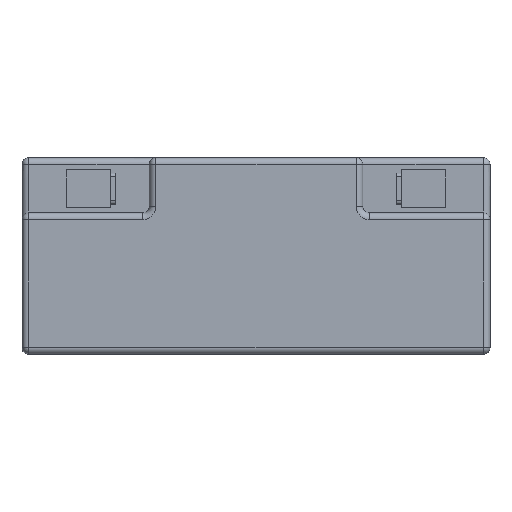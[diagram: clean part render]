
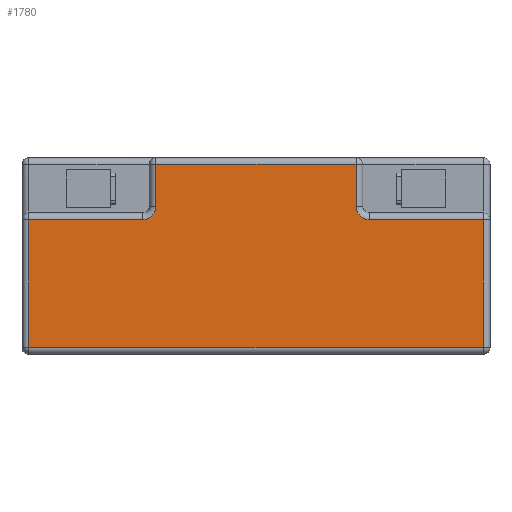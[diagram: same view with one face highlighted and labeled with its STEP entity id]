
A CAD part, top view. The second image highlights one B-rep face of the part: STEP entity #1780.
In plain terms, the highlighted planar face has unit normal (0, 0, 1).
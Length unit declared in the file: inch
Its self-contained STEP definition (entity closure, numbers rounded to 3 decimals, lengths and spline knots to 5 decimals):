
#179=FACE_OUTER_BOUND($,#626,.T.);
#329=LINE($,#3210,#487);
#330=LINE($,#3219,#488);
#331=LINE($,#3223,#489);
#332=LINE($,#3228,#490);
#333=LINE($,#3233,#491);
#335=LINE($,#3243,#493);
#336=LINE($,#3252,#494);
#337=LINE($,#3261,#495);
#487=VECTOR($,#2352,1.74);
#488=VECTOR($,#2365,0.64);
#489=VECTOR($,#2370,1.95);
#490=VECTOR($,#2377,6.93);
#491=VECTOR($,#2384,1.95);
#493=VECTOR($,#2396,1.74);
#494=VECTOR($,#2409,0.64);
#495=VECTOR($,#2426,3.05);
#626=EDGE_LOOP($,(#1561,#1562,#1563,#1564,#1565,#1566,#1567,#1568,#1569,
#1570));
#685=CIRCLE($,#1914,0.2);
#698=CIRCLE($,#1934,0.2);
#845=VERTEX_POINT($,#3203);
#848=VERTEX_POINT($,#3208);
#849=VERTEX_POINT($,#3212);
#850=VERTEX_POINT($,#3217);
#851=VERTEX_POINT($,#3222);
#852=VERTEX_POINT($,#3227);
#853=VERTEX_POINT($,#3232);
#854=VERTEX_POINT($,#3237);
#857=VERTEX_POINT($,#3245);
#858=VERTEX_POINT($,#3250);
#1070=EDGE_CURVE($,#848,#845,#329,.T.);
#1072=EDGE_CURVE($,#849,#848,#685,.T.);
#1075=EDGE_CURVE($,#850,#849,#330,.T.);
#1077=EDGE_CURVE($,#845,#851,#331,.T.);
#1080=EDGE_CURVE($,#851,#852,#332,.T.);
#1083=EDGE_CURVE($,#852,#853,#333,.T.);
#1088=EDGE_CURVE($,#853,#854,#335,.T.);
#1091=EDGE_CURVE($,#854,#857,#698,.T.);
#1093=EDGE_CURVE($,#857,#858,#336,.T.);
#1098=EDGE_CURVE($,#858,#850,#337,.T.);
#1561=ORIENTED_EDGE($,*,*,#1070,.F.);
#1562=ORIENTED_EDGE($,*,*,#1072,.F.);
#1563=ORIENTED_EDGE($,*,*,#1075,.F.);
#1564=ORIENTED_EDGE($,*,*,#1098,.F.);
#1565=ORIENTED_EDGE($,*,*,#1093,.F.);
#1566=ORIENTED_EDGE($,*,*,#1091,.F.);
#1567=ORIENTED_EDGE($,*,*,#1088,.F.);
#1568=ORIENTED_EDGE($,*,*,#1083,.F.);
#1569=ORIENTED_EDGE($,*,*,#1080,.F.);
#1570=ORIENTED_EDGE($,*,*,#1077,.F.);
#1653=PLANE($,#1954);
#1780=ADVANCED_FACE($,(#179),#1653,.T.);
#1914=AXIS2_PLACEMENT_3D($,#3214,#2357,#2358);
#1934=AXIS2_PLACEMENT_3D($,#3248,#2403,#2404);
#1954=AXIS2_PLACEMENT_3D($,#3273,#2447,#2448);
#2352=DIRECTION($,(1.,0.,0.));
#2357=DIRECTION('center_axis',(0.,0.,
1.));
#2358=DIRECTION('ref_axis',(-0.707,-0.707,0.));
#2365=DIRECTION($,(0.,-1.,0.));
#2370=DIRECTION($,(0.,-1.,0.));
#2377=DIRECTION($,(-1.,0.,0.));
#2384=DIRECTION($,(0.,1.,0.));
#2396=DIRECTION($,(1.,0.,0.));
#2403=DIRECTION('center_axis',(0.,0.,
1.));
#2404=DIRECTION('ref_axis',(0.707,-0.707,0.));
#2409=DIRECTION($,(0.,1.,0.));
#2426=DIRECTION($,(1.,0.,0.));
#2447=DIRECTION('center_axis',(0.,0.,
1.));
#2448=DIRECTION('ref_axis',(1.,0.,0.));
#3203=CARTESIAN_POINT('',(5.69634,-0.35934,6.33));
#3208=CARTESIAN_POINT('',(3.95634,-0.35934,6.33));
#3210=CARTESIAN_POINT($,(3.04384,-0.35934,6.33));
#3212=CARTESIAN_POINT('',(3.75634,-0.15934,6.33));
#3214=CARTESIAN_POINT('Origin',(3.95634,-0.15934,6.33));
#3217=CARTESIAN_POINT('',(3.75634,0.48066,6.33));
#3219=CARTESIAN_POINT($,(3.75634,-0.16684,6.33));
#3222=CARTESIAN_POINT('',(5.69634,-2.30934,6.33));
#3223=CARTESIAN_POINT($,(5.69634,-0.16684,6.33));
#3227=CARTESIAN_POINT('',(-1.23366,-2.30934,6.33));
#3228=CARTESIAN_POINT($,(4.01384,-2.30934,6.33));
#3232=CARTESIAN_POINT('',(-1.23366,-0.35934,6.33));
#3233=CARTESIAN_POINT($,(-1.23366,-1.66184,6.33));
#3237=CARTESIAN_POINT('',(0.50634,-0.35934,6.33));
#3243=CARTESIAN_POINT($,(0.44884,-0.35934,6.33));
#3245=CARTESIAN_POINT('',(0.70634,-0.15934,6.33));
#3248=CARTESIAN_POINT('Origin',(0.50634,-0.15934,6.33));
#3250=CARTESIAN_POINT('',(0.70634,0.48066,6.33));
#3252=CARTESIAN_POINT($,(0.70634,-0.58684,6.33));
#3261=CARTESIAN_POINT($,(0.44884,0.48066,6.33));
#3273=CARTESIAN_POINT('Origin',(2.23134,-0.91434,6.33));
